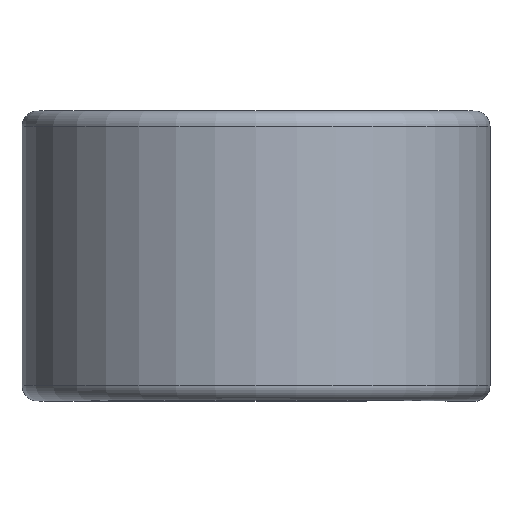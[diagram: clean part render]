
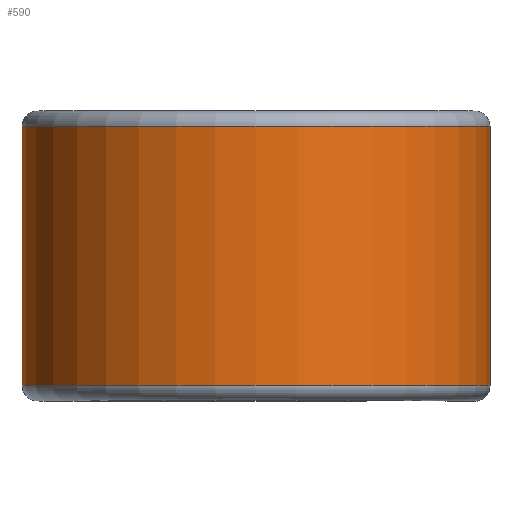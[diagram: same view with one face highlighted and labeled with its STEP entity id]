
A CAD part, top view. The second image highlights one B-rep face of the part: STEP entity #590.
In plain terms, the highlighted cylindrical face has radius 11.532 mm (diameter 23.063 mm), a partial arc.
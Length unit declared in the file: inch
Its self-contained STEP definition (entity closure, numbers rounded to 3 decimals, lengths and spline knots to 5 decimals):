
#8 = AXIS2_PLACEMENT_3D ( 'NONE', #1069, #2411, #1277 ) ;
#31 = CARTESIAN_POINT ( 'NONE',  ( 0., 0.25125, 0. ) ) ;
#105 = VECTOR ( 'NONE', #676, 39.37008 ) ;
#119 = DIRECTION ( 'NONE',  ( 0., 0., -1. ) ) ;
#144 = AXIS2_PLACEMENT_3D ( 'NONE', #334, #1931, #119 ) ;
#174 = AXIS2_PLACEMENT_3D ( 'NONE', #31, #1394, #211 ) ;
#195 = ORIENTED_EDGE ( 'NONE', *, *, #1107, .T. ) ;
#211 = DIRECTION ( 'NONE',  ( 0., 0., -1. ) ) ;
#297 = FACE_OUTER_BOUND ( 'NONE', #1447, .T. ) ;
#334 = CARTESIAN_POINT ( 'NONE',  ( 0., 0.25, 0. ) ) ;
#417 = CIRCLE ( 'NONE', #174, 0.454 ) ;
#555 = CARTESIAN_POINT ( 'NONE',  ( 0., 0.25125, -0.454 ) ) ;
#574 = VERTEX_POINT ( 'NONE', #1792 ) ;
#588 = LINE ( 'NONE', #1058, #105 ) ;
#590 = ADVANCED_FACE ( 'NONE', ( #297 ), #1578, .T. ) ;
#631 = ORIENTED_EDGE ( 'NONE', *, *, #1501, .T. ) ;
#676 = DIRECTION ( 'NONE',  ( 0., 1., 0. ) ) ;
#799 = DIRECTION ( 'NONE',  ( 0., 1., 0. ) ) ;
#884 = VERTEX_POINT ( 'NONE', #1483 ) ;
#987 = EDGE_CURVE ( 'NONE', #1693, #1269, #2471, .T. ) ;
#1058 = CARTESIAN_POINT ( 'NONE',  ( 0.454, 0.25125, 0. ) ) ;
#1069 = CARTESIAN_POINT ( 'NONE',  ( 0., -0.25125, 0. ) ) ;
#1094 = EDGE_CURVE ( 'NONE', #574, #1693, #1170, .T. ) ;
#1107 = EDGE_CURVE ( 'NONE', #574, #884, #588, .T. ) ;
#1170 = CIRCLE ( 'NONE', #8, 0.454 ) ;
#1269 = VERTEX_POINT ( 'NONE', #555 ) ;
#1277 = DIRECTION ( 'NONE',  ( 0., 0., -1. ) ) ;
#1394 = DIRECTION ( 'NONE',  ( 0., -1., 0. ) ) ;
#1432 = CARTESIAN_POINT ( 'NONE',  ( 0., 0.25125, -0.454 ) ) ;
#1447 = EDGE_LOOP ( 'NONE', ( #195, #631, #2064, #1781 ) ) ;
#1483 = CARTESIAN_POINT ( 'NONE',  ( 0.454, 0.25125, 0. ) ) ;
#1501 = EDGE_CURVE ( 'NONE', #884, #1269, #417, .T. ) ;
#1507 = VECTOR ( 'NONE', #799, 39.37008 ) ;
#1578 = CYLINDRICAL_SURFACE ( 'NONE', #144, 0.454 ) ;
#1693 = VERTEX_POINT ( 'NONE', #2417 ) ;
#1781 = ORIENTED_EDGE ( 'NONE', *, *, #1094, .F. ) ;
#1792 = CARTESIAN_POINT ( 'NONE',  ( 0.454, -0.25125, 0. ) ) ;
#1931 = DIRECTION ( 'NONE',  ( 0., -1., 0. ) ) ;
#2064 = ORIENTED_EDGE ( 'NONE', *, *, #987, .F. ) ;
#2411 = DIRECTION ( 'NONE',  ( 0., -1., 0. ) ) ;
#2417 = CARTESIAN_POINT ( 'NONE',  ( 0., -0.25125, -0.454 ) ) ;
#2471 = LINE ( 'NONE', #1432, #1507 ) ;
